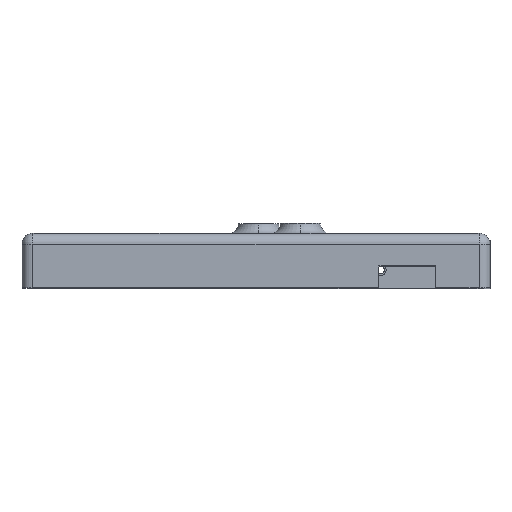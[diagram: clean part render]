
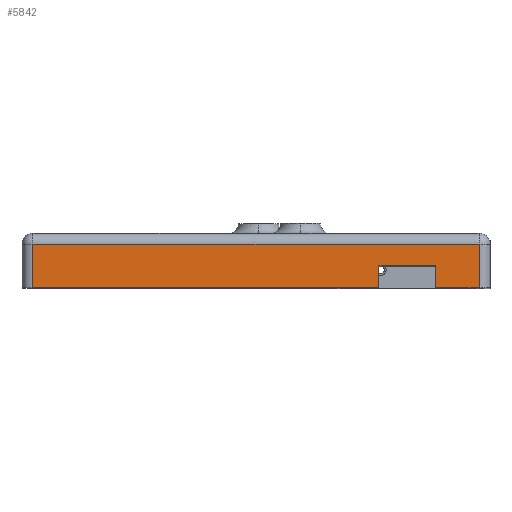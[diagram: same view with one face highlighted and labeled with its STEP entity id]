
A CAD part, top view. The second image highlights one B-rep face of the part: STEP entity #5842.
In plain terms, the highlighted planar face has unit normal (0, 0, 1).
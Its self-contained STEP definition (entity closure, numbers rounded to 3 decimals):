
#79 = VERTEX_POINT ( 'NONE', #4434 ) ;
#273 = LINE ( 'NONE', #6500, #6257 ) ;
#315 = DIRECTION ( 'NONE',  ( 0., 1., 0. ) ) ;
#348 = VERTEX_POINT ( 'NONE', #2303 ) ;
#351 = ORIENTED_EDGE ( 'NONE', *, *, #3019, .T. ) ;
#736 = ORIENTED_EDGE ( 'NONE', *, *, #4951, .T. ) ;
#770 = CARTESIAN_POINT ( 'NONE',  ( -310., -25., 126. ) ) ;
#874 = EDGE_CURVE ( 'NONE', #348, #3086, #3720, .T. ) ;
#900 = CARTESIAN_POINT ( 'NONE',  ( 0., -25., 126. ) ) ;
#966 = VECTOR ( 'NONE', #3759, 1000. ) ;
#967 = DIRECTION ( 'NONE',  ( 1., 0., 0. ) ) ;
#1083 = ORIENTED_EDGE ( 'NONE', *, *, #6392, .T. ) ;
#1118 = EDGE_CURVE ( 'NONE', #6463, #3676, #3711, .T. ) ;
#1178 = VECTOR ( 'NONE', #4271, 1000. ) ;
#1198 = DIRECTION ( 'NONE',  ( 0., 1., 0. ) ) ;
#1497 = VECTOR ( 'NONE', #3025, 1000. ) ;
#1539 = VECTOR ( 'NONE', #1198, 1000. ) ;
#1606 = PLANE ( 'NONE',  #3268 ) ;
#1775 = CARTESIAN_POINT ( 'NONE',  ( -330., -25., 126. ) ) ;
#2045 = EDGE_CURVE ( 'NONE', #4709, #6463, #4651, .T. ) ;
#2203 = CARTESIAN_POINT ( 'NONE',  ( -520., -5., 126. ) ) ;
#2303 = CARTESIAN_POINT ( 'NONE',  ( -356., -15., 126. ) ) ;
#2558 = VECTOR ( 'NONE', #4692, 1000. ) ;
#2721 = VECTOR ( 'NONE', #967, 1000. ) ;
#2933 = ORIENTED_EDGE ( 'NONE', *, *, #1118, .T. ) ;
#3019 = EDGE_CURVE ( 'NONE', #6137, #4709, #4874, .T. ) ;
#3025 = DIRECTION ( 'NONE',  ( 0., -1., 0. ) ) ;
#3086 = VERTEX_POINT ( 'NONE', #5568 ) ;
#3268 = AXIS2_PLACEMENT_3D ( 'NONE', #900, #3521, #7782 ) ;
#3521 = DIRECTION ( 'NONE',  ( 0., 0., 1. ) ) ;
#3591 = ORIENTED_EDGE ( 'NONE', *, *, #874, .T. ) ;
#3676 = VERTEX_POINT ( 'NONE', #7552 ) ;
#3679 = CARTESIAN_POINT ( 'NONE',  ( -330., -15., 126. ) ) ;
#3711 = LINE ( 'NONE', #4978, #1497 ) ;
#3720 = LINE ( 'NONE', #3679, #966 ) ;
#3759 = DIRECTION ( 'NONE',  ( 1., 0., 0. ) ) ;
#3869 = CARTESIAN_POINT ( 'NONE',  ( -515., -5., 126. ) ) ;
#4072 = ORIENTED_EDGE ( 'NONE', *, *, #2045, .T. ) ;
#4224 = CARTESIAN_POINT ( 'NONE',  ( -310., -25., 126. ) ) ;
#4271 = DIRECTION ( 'NONE',  ( 0., -1., 0. ) ) ;
#4289 = DIRECTION ( 'NONE',  ( 1., 0., 0. ) ) ;
#4434 = CARTESIAN_POINT ( 'NONE',  ( -356., -25., 126. ) ) ;
#4651 = LINE ( 'NONE', #2203, #2558 ) ;
#4692 = DIRECTION ( 'NONE',  ( -1., 0., 0. ) ) ;
#4706 = VECTOR ( 'NONE', #4289, 1000. ) ;
#4709 = VERTEX_POINT ( 'NONE', #6704 ) ;
#4874 = LINE ( 'NONE', #4224, #1539 ) ;
#4951 = EDGE_CURVE ( 'NONE', #6849, #6137, #7767, .T. ) ;
#4978 = CARTESIAN_POINT ( 'NONE',  ( -515., -25., 126. ) ) ;
#5491 = ORIENTED_EDGE ( 'NONE', *, *, #5596, .T. ) ;
#5568 = CARTESIAN_POINT ( 'NONE',  ( -330., -15., 126. ) ) ;
#5596 = EDGE_CURVE ( 'NONE', #3086, #6849, #7384, .T. ) ;
#5759 = EDGE_CURVE ( 'NONE', #79, #348, #273, .T. ) ;
#5842 = ADVANCED_FACE ( 'NONE', ( #5852 ), #1606, .T. ) ;
#5852 = FACE_OUTER_BOUND ( 'NONE', #7470, .T. ) ;
#6137 = VERTEX_POINT ( 'NONE', #770 ) ;
#6166 = CARTESIAN_POINT ( 'NONE',  ( 0., -25., 126. ) ) ;
#6257 = VECTOR ( 'NONE', #315, 1000. ) ;
#6392 = EDGE_CURVE ( 'NONE', #3676, #79, #7402, .T. ) ;
#6463 = VERTEX_POINT ( 'NONE', #3869 ) ;
#6500 = CARTESIAN_POINT ( 'NONE',  ( -356., -25., 126. ) ) ;
#6704 = CARTESIAN_POINT ( 'NONE',  ( -310., -5., 126. ) ) ;
#6849 = VERTEX_POINT ( 'NONE', #7828 ) ;
#7248 = ORIENTED_EDGE ( 'NONE', *, *, #5759, .T. ) ;
#7384 = LINE ( 'NONE', #1775, #1178 ) ;
#7402 = LINE ( 'NONE', #6166, #4706 ) ;
#7470 = EDGE_LOOP ( 'NONE', ( #5491, #736, #351, #4072, #2933, #1083, #7248, #3591 ) ) ;
#7552 = CARTESIAN_POINT ( 'NONE',  ( -515., -25., 126. ) ) ;
#7679 = CARTESIAN_POINT ( 'NONE',  ( 0., -25., 126. ) ) ;
#7767 = LINE ( 'NONE', #7679, #2721 ) ;
#7782 = DIRECTION ( 'NONE',  ( -1., 0., 0. ) ) ;
#7828 = CARTESIAN_POINT ( 'NONE',  ( -330., -25., 126. ) ) ;
